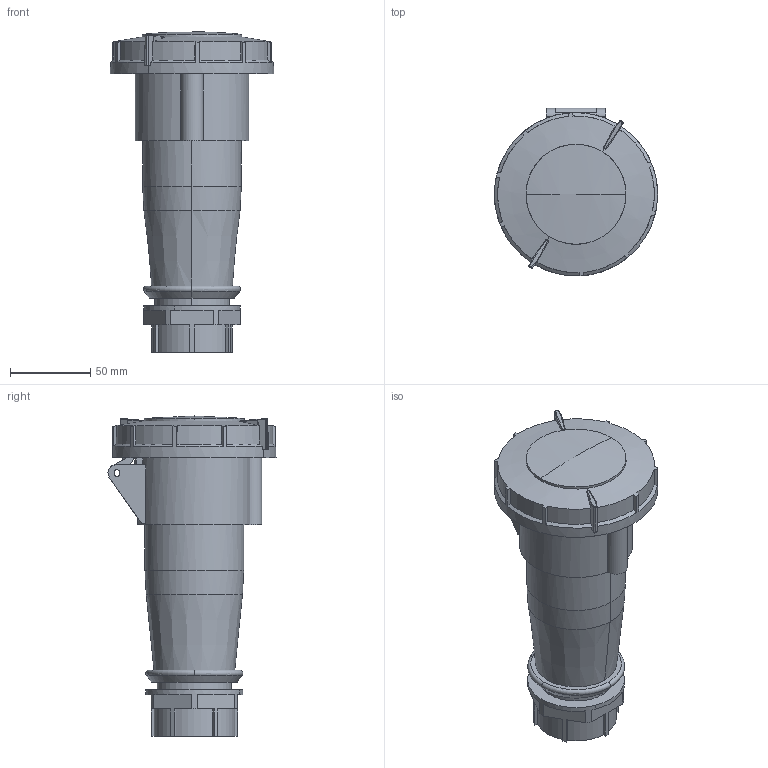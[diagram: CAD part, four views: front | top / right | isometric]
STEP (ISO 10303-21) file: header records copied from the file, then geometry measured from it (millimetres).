
FILE_DESCRIPTION (( 'STEP AP214' ), '1' );
FILE_NAME ('PSR22-032-5-0-67 Ðîçåòêà ïåð. ÑÑÈ-2252 32À-6÷ 380Â 3P+PE+N IP67 IEK.STEP', '2025-12-30T10:48:30', ( '' ), ( '' ), 'SwSTEP 2.0', 'SolidWorks 2022', '' );
FILE_SCHEMA (( 'AUTOMOTIVE_DESIGN' ));
Length unit declared in the file: millimetre
Products named in the file (1): PSR22-032-5-0-67 Розетка пер. ССИ-2252 32А-6ч 380В 3P+PE+N IP67 IEK
Bounding box: 101.94 x 104.86 x 200 mm (x, y, z)
Volume: 431936.7 mm3; surface area: 138452.5 mm2
Topology: 2 solids, 2 shells, 645 faces, 1808 edges, 1206 vertices
Faces by surface type: plane 343, cylinder 189, cone 75, bspline 16, torus 12, sphere 10
Entity records: 24504 total; most frequent: CARTESIAN_POINT 8067, ORIENTED_EDGE 3594, DIRECTION 3234, EDGE_CURVE 1797, VERTEX_POINT 1205, AXIS2_PLACEMENT_3D 1161, VECTOR 912, LINE 912
